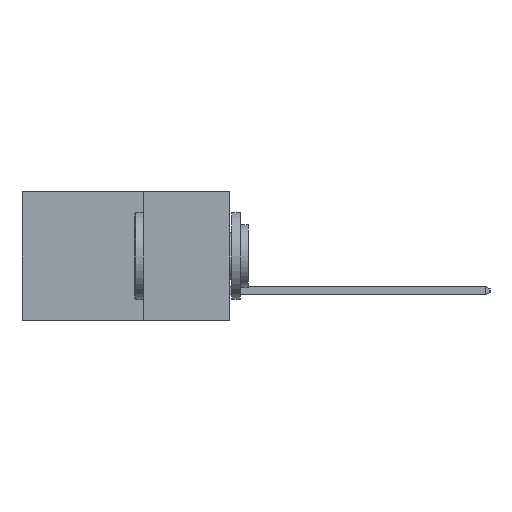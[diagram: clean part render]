
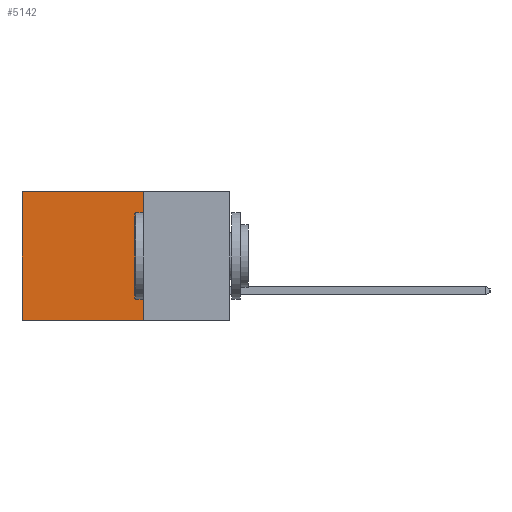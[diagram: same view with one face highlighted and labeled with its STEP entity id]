
A CAD part, left-side view. The second image highlights one B-rep face of the part: STEP entity #5142.
In plain terms, the highlighted planar face has unit normal (-1, 0, 0).
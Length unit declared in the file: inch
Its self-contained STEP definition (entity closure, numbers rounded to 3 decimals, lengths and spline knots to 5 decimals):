
#52 = EDGE_CURVE ( 'NONE', #7195, #3760, #8013, .T. ) ;
#540 = EDGE_LOOP ( 'NONE', ( #6329, #5363, #5546, #5814 ) ) ;
#1213 = LINE ( 'NONE', #5246, #9161 ) ;
#1934 = CARTESIAN_POINT ( 'NONE',  ( 0.2615, 0.6, -0.37 ) ) ;
#2465 = EDGE_CURVE ( 'NONE', #6717, #2770, #2511, .T. ) ;
#2511 = LINE ( 'NONE', #2718, #9912 ) ;
#2718 = CARTESIAN_POINT ( 'NONE',  ( 0.2615, 0.25, 0. ) ) ;
#2770 = VERTEX_POINT ( 'NONE', #8582 ) ;
#2958 = DIRECTION ( 'NONE',  ( 0., 0., -1. ) ) ;
#2967 = DIRECTION ( 'NONE',  ( 1., 0., 0. ) ) ;
#3033 = CARTESIAN_POINT ( 'NONE',  ( 0.2615, 0.25, -0.37 ) ) ;
#3081 = PLANE ( 'NONE',  #6687 ) ;
#3393 = CARTESIAN_POINT ( 'NONE',  ( 0.2615, 0.25, -0.37 ) ) ;
#3653 = LINE ( 'NONE', #5528, #9355 ) ;
#3760 = VERTEX_POINT ( 'NONE', #1934 ) ;
#5142 = ADVANCED_FACE ( 'NONE', ( #5813 ), #3081, .F. ) ;
#5207 = DIRECTION ( 'NONE',  ( 0., 0., -1. ) ) ;
#5246 = CARTESIAN_POINT ( 'NONE',  ( 0.2615, 0.6, -0.37 ) ) ;
#5303 = CARTESIAN_POINT ( 'NONE',  ( 0.2615, 0.25, 0. ) ) ;
#5363 = ORIENTED_EDGE ( 'NONE', *, *, #52, .F. ) ;
#5438 = DIRECTION ( 'NONE',  ( 0., 0., -1. ) ) ;
#5455 = CARTESIAN_POINT ( 'NONE',  ( 0.2615, 0.25, -0.37 ) ) ;
#5528 = CARTESIAN_POINT ( 'NONE',  ( 0.2615, 0.25, -0.37 ) ) ;
#5546 = ORIENTED_EDGE ( 'NONE', *, *, #6696, .F. ) ;
#5813 = FACE_OUTER_BOUND ( 'NONE', #540, .T. ) ;
#5814 = ORIENTED_EDGE ( 'NONE', *, *, #2465, .T. ) ;
#6131 = VECTOR ( 'NONE', #6567, 39.37008 ) ;
#6329 = ORIENTED_EDGE ( 'NONE', *, *, #6723, .T. ) ;
#6567 = DIRECTION ( 'NONE',  ( 0., 1., 0. ) ) ;
#6687 = AXIS2_PLACEMENT_3D ( 'NONE', #3033, #2967, #2958 ) ;
#6696 = EDGE_CURVE ( 'NONE', #6717, #7195, #3653, .T. ) ;
#6717 = VERTEX_POINT ( 'NONE', #5303 ) ;
#6723 = EDGE_CURVE ( 'NONE', #2770, #3760, #1213, .T. ) ;
#7134 = DIRECTION ( 'NONE',  ( 0., 1., 0. ) ) ;
#7195 = VERTEX_POINT ( 'NONE', #3393 ) ;
#8013 = LINE ( 'NONE', #5455, #6131 ) ;
#8582 = CARTESIAN_POINT ( 'NONE',  ( 0.2615, 0.6, 0. ) ) ;
#9161 = VECTOR ( 'NONE', #5207, 39.37008 ) ;
#9355 = VECTOR ( 'NONE', #5438, 39.37008 ) ;
#9912 = VECTOR ( 'NONE', #7134, 39.37008 ) ;
